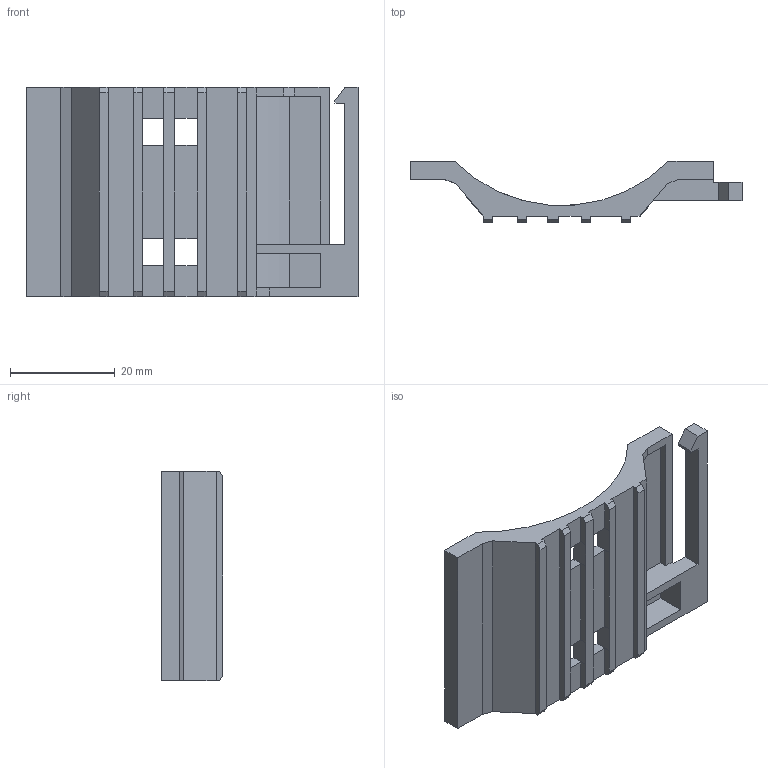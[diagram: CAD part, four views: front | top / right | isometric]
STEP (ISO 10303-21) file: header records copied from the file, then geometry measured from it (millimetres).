
FILE_DESCRIPTION (( 'STEP AP214' ), '1' );
FILE_NAME ('1198058.stp', '2019-02-11T14:43:09', ( '' ), ( '' ), 'SwSTEP 2.0', 'SolidWorks 2018', '' );
FILE_SCHEMA (( 'AUTOMOTIVE_DESIGN' ));
Length unit declared in the file: millimetre
Products named in the file (1): 1198058
Bounding box: 63.5 x 11.75 x 40 mm (x, y, z)
Volume: 8627.9 mm3; surface area: 7223.9 mm2
Topology: 1 solids, 1 shells, 91 faces, 261 edges, 168 vertices
Faces by surface type: plane 88, cylinder 3
Entity records: 2947 total; most frequent: CARTESIAN_POINT 545, ORIENTED_EDGE 522, DIRECTION 443, EDGE_CURVE 261, VECTOR 247, LINE 247, VERTEX_POINT 168, AXIS2_PLACEMENT_3D 98
